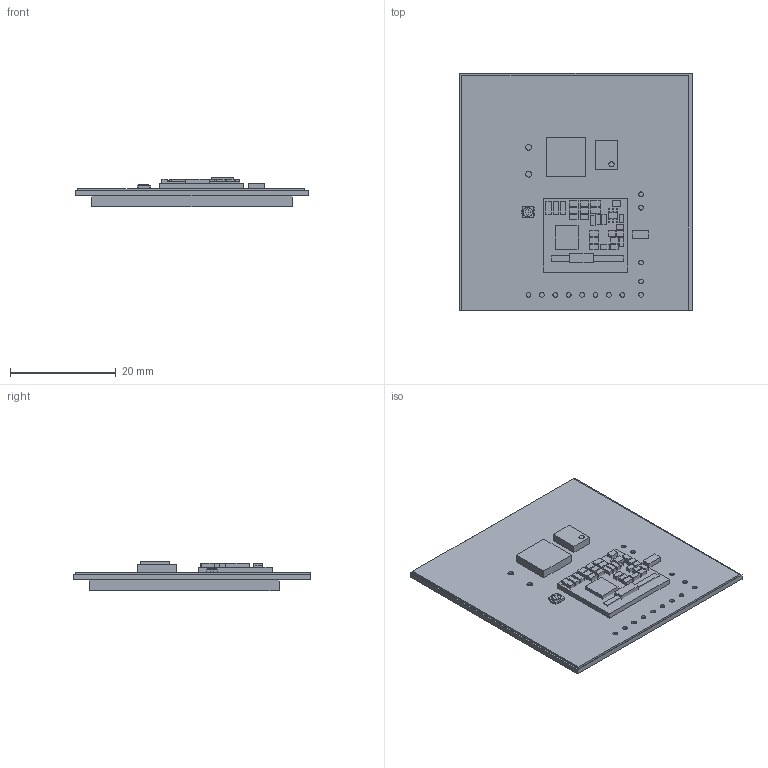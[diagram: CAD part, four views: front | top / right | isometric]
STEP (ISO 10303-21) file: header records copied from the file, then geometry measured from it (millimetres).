
FILE_DESCRIPTION(('Open CASCADE Model'),'2;1');
FILE_NAME('Open CASCADE Shape Model','2015-05-01T07:14:39',('Author'),( 'Open CASCADE'),'Open CASCADE STEP processor 6.5','Open CASCADE 6.5' ,'Unknown');
FILE_SCHEMA(('AUTOMOTIVE_DESIGN { 1 0 10303 214 1 1 1 1 }'));
Length unit declared in the file: millimetre
Products named in the file (74): PCB; Board; BZR; 62850096; Cylinder; 466997520; Extruded; OP; 466992144; JL16; 466960400; LCD; 466996240; 466996368; 466996496; 466996752; 466997264; 466997392; XCVR; 466993296; 466993424; 466993552; 466993680; 466993808; 466993936; 466994064; 466994192; 466994320; 466994448; 466994576; 466994704; 466994960; 466995088; 466995216; 466995344; 466995600; 466995728; 466995984; R3; 466992784 ...
Assembly tree (109 placements, depth 4):
  PCB
    Board
    BZR
      62850096
        Cylinder
      466997520
        Extruded
    OP
      466992144
        Extruded
    JL16
      466960400
        Extruded
    LCD
      466996240  x2
        Extruded
      466996368  x2
        Extruded
      466996496
        Extruded
      466996752
        Extruded
      466997264
        Extruded
      466997392  x15
        Cylinder
    XCVR
      466993296
        Extruded
      466993424
        Extruded
      466993552  x2
        Extruded
      466993680  x3
        Extruded
      466993808  x4
        Extruded
      466993936  x2
        Extruded
      466994064  x2
        Extruded
      466994192
        Extruded
      466994320  x2
        Extruded
      466994448  x5
        Extruded
      466994576  x4
        Extruded
      466994704
        Extruded
      466994960  x2
        Extruded
      466995088
        Extruded
      466995216  x2
        Extruded
      466995344
        Extruded
      466995600
Bounding box: 44 x 45 x 5.53 mm (x, y, z)
Volume: 10474.7 mm3; surface area: 15475.6 mm2
Topology: 70 solids, 70 shells, 396 faces, 768 edges, 512 vertices
Faces by surface type: plane 364, cylinder 32
Full cylindrical faces by diameter (mm): 0.9 x13, 1 x1, 1.1 x2, 1.6 x15, 1.8 x1
Entity records: 13869 total; most frequent: CARTESIAN_POINT 2248, DIRECTION 2044, LINE 1308, VECTOR 1308, ORIENTED_EDGE 924, PCURVE 924, DEFINITIONAL_REPRESENTATION 924, EDGE_CURVE 462
